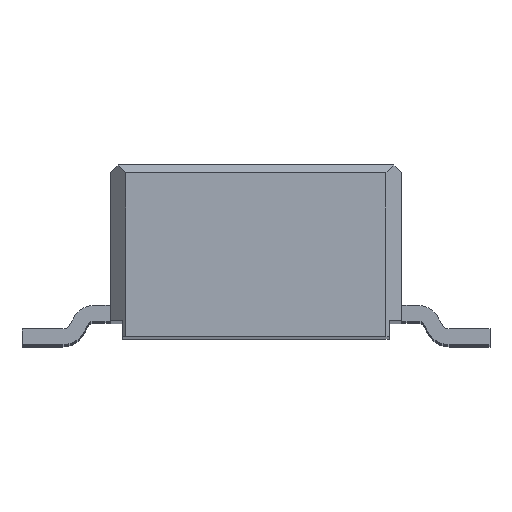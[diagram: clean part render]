
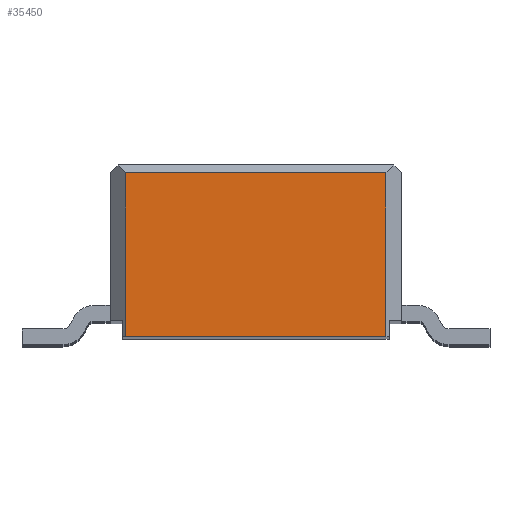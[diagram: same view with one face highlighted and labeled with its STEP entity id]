
A CAD part, top view. The second image highlights one B-rep face of the part: STEP entity #35450.
In plain terms, the highlighted planar face has unit normal (0, 0, 1).
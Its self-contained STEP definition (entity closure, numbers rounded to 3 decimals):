
#31680=CARTESIAN_POINT('',(-4.33,0.44,20.32));
#31690=VERTEX_POINT('',#31680);
#31740=CARTESIAN_POINT('',(-4.3,0.44,20.32));
#31750=DIRECTION('',(1.,0.,0.));
#31760=VECTOR('',#31750,1.);
#31770=LINE('',#31740,#31760);
#31780=CARTESIAN_POINT('',(-5.98,0.44,20.32));
#31790=VERTEX_POINT('',#31780);
#31800=EDGE_CURVE('',#31790,#31690,#31770,.T.);
#32410=CARTESIAN_POINT('',(-4.33,-0.6,20.32));
#32420=VERTEX_POINT('',#32410);
#32450=CARTESIAN_POINT('',(-4.33,0.,20.32));
#32460=DIRECTION('',(0.,1.,0.));
#32470=VECTOR('',#32460,1.);
#32480=LINE('',#32450,#32470);
#32490=EDGE_CURVE('',#32420,#31690,#32480,.T.);
#35220=CARTESIAN_POINT('',(-4.3,0.,20.32));
#35230=DIRECTION('',(-0.,0.,1.));
#35240=DIRECTION('',(1.,0.,0.));
#35250=AXIS2_PLACEMENT_3D('',#35220,#35230,#35240);
#35260=PLANE('',#35250);
#35270=CARTESIAN_POINT('',(-4.3,-0.6,20.32));
#35280=DIRECTION('',(-1.,0.,0.));
#35290=VECTOR('',#35280,1.);
#35300=LINE('',#35270,#35290);
#35310=CARTESIAN_POINT('',(-5.98,-0.6,20.32));
#35320=VERTEX_POINT('',#35310);
#35330=EDGE_CURVE('',#32420,#35320,#35300,.T.);
#35340=ORIENTED_EDGE('',*,*,#35330,.F.);
#35350=CARTESIAN_POINT('',(-5.98,0.,20.32));
#35360=DIRECTION('',(0.,1.,0.));
#35370=VECTOR('',#35360,1.);
#35380=LINE('',#35350,#35370);
#35390=EDGE_CURVE('',#35320,#31790,#35380,.T.);
#35400=ORIENTED_EDGE('',*,*,#35390,.F.);
#35410=ORIENTED_EDGE('',*,*,#31800,.F.);
#35420=ORIENTED_EDGE('',*,*,#32490,.T.);
#35430=EDGE_LOOP('',(#35420,#35410,#35400,#35340));
#35440=FACE_OUTER_BOUND('',#35430,.T.);
#35450=ADVANCED_FACE('',(#35440),#35260,.T.);
